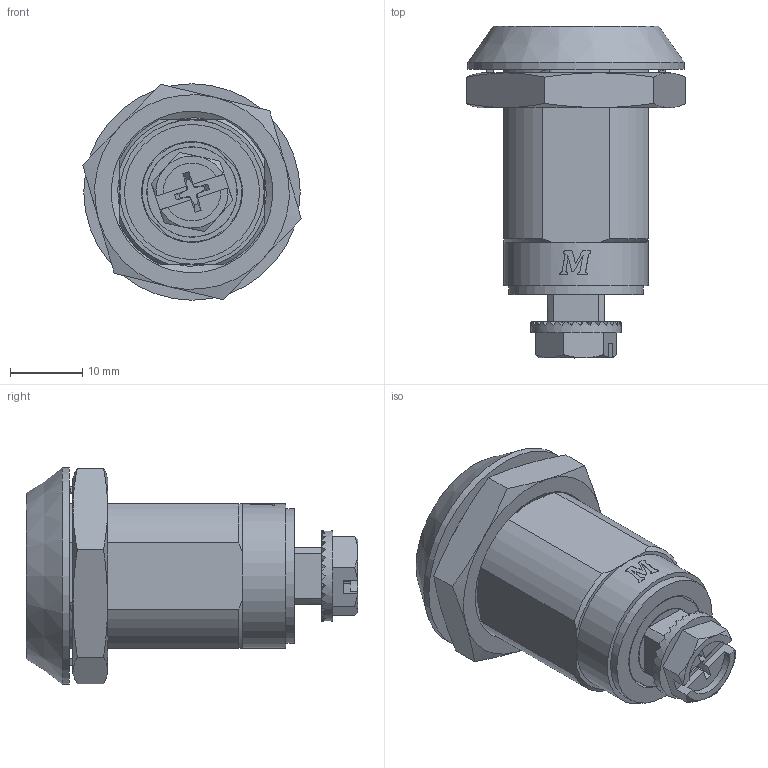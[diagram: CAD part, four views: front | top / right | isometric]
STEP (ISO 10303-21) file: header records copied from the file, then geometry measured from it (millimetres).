
FILE_DESCRIPTION(('STEP AP214'),'1');
FILE_NAME('040.1.1.2.68.00.step','2016-06-29T09:00:03',(' '),(' '),'Spatial InterOp 3D',' ',' ');
FILE_SCHEMA(('automotive_design'));
Length unit declared in the file: millimetre
Products named in the file (7): _101; _33; hexagon head screw ISO 4017A M6_12 b_14mm l_6mm; 20501015; _204; _24
Bounding box: 30.29 x 46 x 30 mm (x, y, z)
Volume: 13984.4 mm3; surface area: 12837.2 mm2
Topology: 7 solids, 7 shells, 329 faces, 861 edges, 561 vertices
Faces by surface type: plane 240, cylinder 37, cone 30, bspline 12, extrusion 10
Full cylindrical faces by diameter (mm): 3.8 x1, 5.2 x1, 6 x2, 10 x1, 10.2 x1, 12.2 x1, 12.4 x1, 12.5 x1, 14 x2, 15.8 x2, 16.1 x1, 16.6 x1, 17 x1, 18.7 x1, 20 x1, 20.6 x1, 30 x1
Entity records: 15215 total; most frequent: CARTESIAN_POINT 4613, ORIENTED_EDGE 1650, DIRECTION 1549, EDGE_CURVE 825, VERTEX_POINT 552, AXIS2_PLACEMENT_3D 524, VECTOR 501, LINE 491
